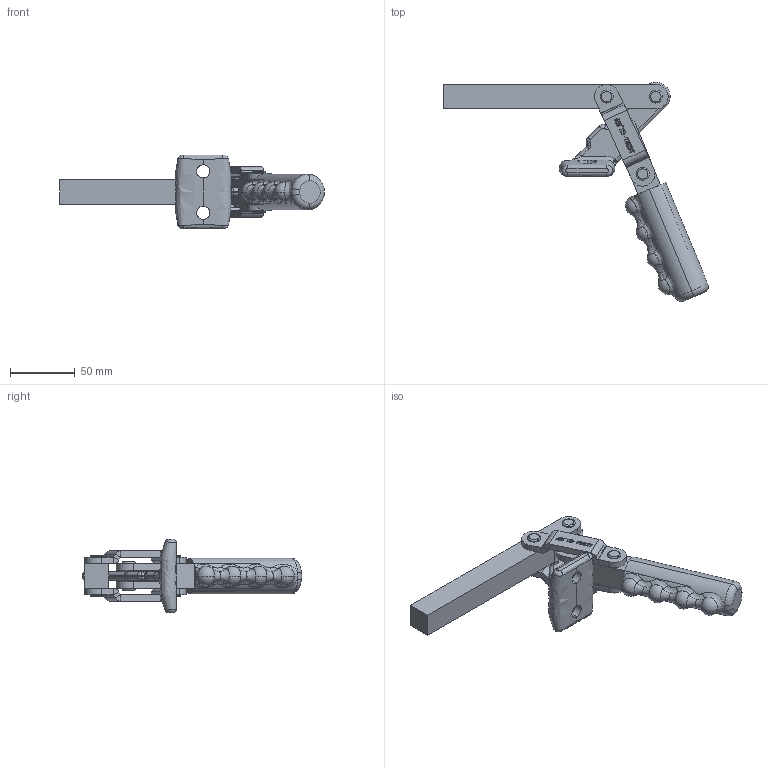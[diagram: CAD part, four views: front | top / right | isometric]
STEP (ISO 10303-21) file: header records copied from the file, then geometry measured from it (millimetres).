
FILE_DESCRIPTION (( 'STEP AP203' ), '1' );
FILE_NAME ('HS-75027 装配体.STEP', '2018-12-07T08:15:32', ( 'PCOS' ), ( '微软中国' ), 'SwSTEP 2.0', 'SolidWorks 2012', '' );
FILE_SCHEMA (( 'CONFIG_CONTROL_DESIGN' ));
Length unit declared in the file: millimetre
Products named in the file (8): HS-75027 蚾饜极; 揤參; 种2; 种1; 忒梟; 忒參; 蟀裝; 菁釱
Assembly tree (10 placements, depth 2):
  HS-75027 蚾饜极
    菁釱
    蟀裝  x2
    忒參
    忒梟
    种1  x2
    种2  x2
    揤參
Bounding box: 204.77 x 169.58 x 57 mm (x, y, z)
Volume: 185327.5 mm3; surface area: 62477.3 mm2
Topology: 10 solids, 10 shells, 978 faces, 2579 edges, 1668 vertices
Faces by surface type: plane 449, bspline 305, cylinder 171, torus 45, sphere 8
Entity records: 29119 total; most frequent: CARTESIAN_POINT 15230, ORIENTED_EDGE 2950, DIRECTION 2248, EDGE_CURVE 1475, VERTEX_POINT 949, VECTOR 790, LINE 790, AXIS2_PLACEMENT_3D 729
